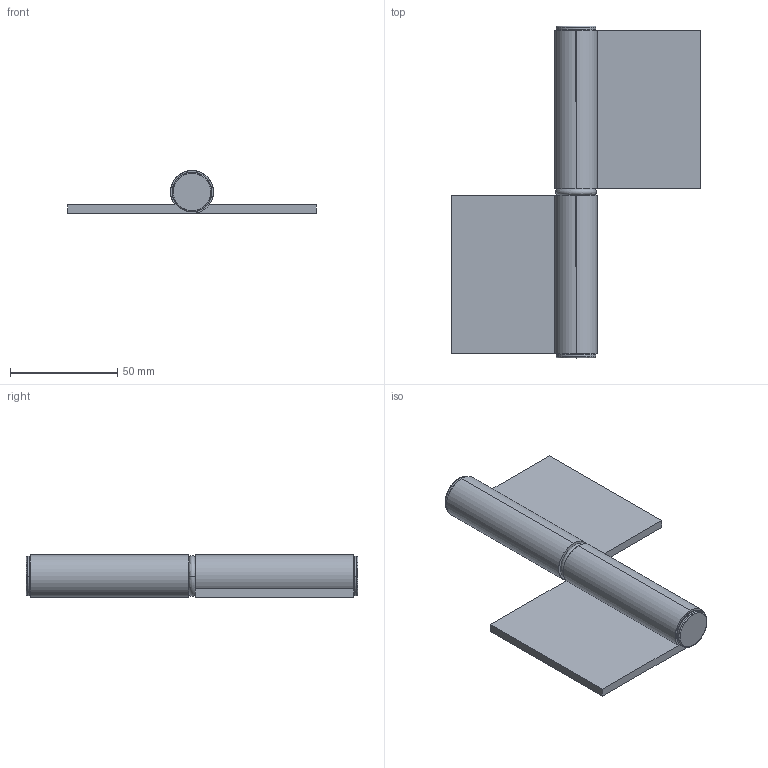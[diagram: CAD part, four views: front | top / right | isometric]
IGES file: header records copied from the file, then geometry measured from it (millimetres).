
Start section: SolidWorks IGES file using analytic representation for surfaces
Global section: file name: B-1003-1-R.IGS,15; native system: HSolidWorks 2012; preprocessor: SolidWorks 2012; author: 1337yo; date: 150827.143151; units: millimetre
Bounding box: 116 x 155 x 20 mm (x, y, z)
Surface area: 38603.7 mm2 (no closed solid volume)
Topology: 0 solids, 0 shells, 58 faces, 892 edges, 892 vertices
Faces by surface type: bspline 30, revolution 28
